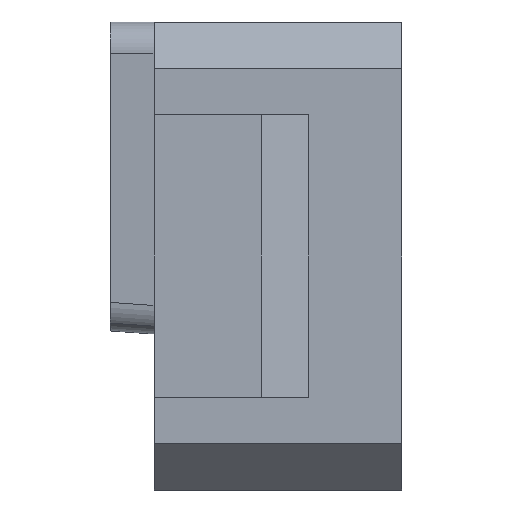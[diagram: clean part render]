
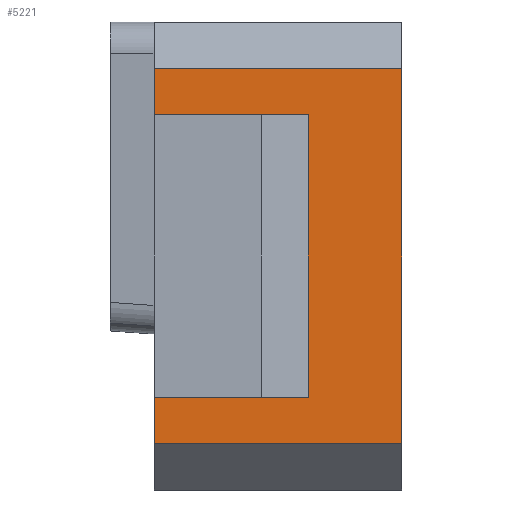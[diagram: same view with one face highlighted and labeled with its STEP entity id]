
A CAD part, left-side view. The second image highlights one B-rep face of the part: STEP entity #5221.
In plain terms, the highlighted planar face has unit normal (-1, 0, 0).
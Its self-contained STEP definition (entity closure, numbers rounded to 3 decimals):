
#8 = VECTOR ( 'NONE', #3806, 1000. ) ;
#35 = VERTEX_POINT ( 'NONE', #3828 ) ;
#113 = VECTOR ( 'NONE', #4173, 1000. ) ;
#126 = CARTESIAN_POINT ( 'NONE',  ( -12., -36., 74.05 ) ) ;
#271 = LINE ( 'NONE', #2215, #1817 ) ;
#392 = LINE ( 'NONE', #2334, #8 ) ;
#399 = EDGE_CURVE ( 'NONE', #2265, #1491, #4307, .T. ) ;
#539 = EDGE_CURVE ( 'NONE', #35, #606, #1101, .T. ) ;
#606 = VERTEX_POINT ( 'NONE', #2285 ) ;
#947 = CARTESIAN_POINT ( 'NONE',  ( -12., -20.875, 80. ) ) ;
#1101 = LINE ( 'NONE', #126, #1871 ) ;
#1204 = EDGE_CURVE ( 'NONE', #4221, #35, #271, .T. ) ;
#1373 = VERTEX_POINT ( 'NONE', #5581 ) ;
#1491 = VERTEX_POINT ( 'NONE', #4547 ) ;
#1612 = DIRECTION ( 'NONE',  ( 0., -1., 0. ) ) ;
#1661 = ORIENTED_EDGE ( 'NONE', *, *, #5325, .T. ) ;
#1803 = EDGE_CURVE ( 'NONE', #3119, #5123, #392, .T. ) ;
#1817 = VECTOR ( 'NONE', #3684, 1000. ) ;
#1871 = VECTOR ( 'NONE', #1612, 1000. ) ;
#1955 = CARTESIAN_POINT ( 'NONE',  ( -12., -11., 55.95 ) ) ;
#2064 = LINE ( 'NONE', #947, #113 ) ;
#2215 = CARTESIAN_POINT ( 'NONE',  ( -12., -11., 80. ) ) ;
#2223 = VECTOR ( 'NONE', #4217, 1000. ) ;
#2248 = CARTESIAN_POINT ( 'NONE',  ( -12., -26.875, 53. ) ) ;
#2265 = VERTEX_POINT ( 'NONE', #1955 ) ;
#2285 = CARTESIAN_POINT ( 'NONE',  ( -12., -20.875, 74.05 ) ) ;
#2334 = CARTESIAN_POINT ( 'NONE',  ( -12., -26.875, 53. ) ) ;
#2486 = AXIS2_PLACEMENT_3D ( 'NONE', #2794, #4330, #3785 ) ;
#2620 = EDGE_CURVE ( 'NONE', #2265, #3119, #3508, .T. ) ;
#2665 = ORIENTED_EDGE ( 'NONE', *, *, #3461, .F. ) ;
#2794 = CARTESIAN_POINT ( 'NONE',  ( -12., -36., 80. ) ) ;
#3002 = VECTOR ( 'NONE', #4861, 1000. ) ;
#3119 = VERTEX_POINT ( 'NONE', #3357 ) ;
#3193 = VECTOR ( 'NONE', #3831, 1000. ) ;
#3326 = LINE ( 'NONE', #5161, #2223 ) ;
#3353 = ORIENTED_EDGE ( 'NONE', *, *, #2620, .T. ) ;
#3357 = CARTESIAN_POINT ( 'NONE',  ( -12., -11., 53. ) ) ;
#3461 = EDGE_CURVE ( 'NONE', #1491, #606, #2064, .T. ) ;
#3508 = LINE ( 'NONE', #5464, #3002 ) ;
#3618 = ORIENTED_EDGE ( 'NONE', *, *, #1803, .T. ) ;
#3684 = DIRECTION ( 'NONE',  ( 0., 0., -1. ) ) ;
#3720 = FACE_OUTER_BOUND ( 'NONE', #4934, .T. ) ;
#3785 = DIRECTION ( 'NONE',  ( 0., 1., 0. ) ) ;
#3806 = DIRECTION ( 'NONE',  ( 0., -1., 0. ) ) ;
#3828 = CARTESIAN_POINT ( 'NONE',  ( -12., -11., 74.05 ) ) ;
#3831 = DIRECTION ( 'NONE',  ( 0., -1., 0. ) ) ;
#4002 = CARTESIAN_POINT ( 'NONE',  ( -12., -11., 77. ) ) ;
#4173 = DIRECTION ( 'NONE',  ( 0., 0., 1. ) ) ;
#4217 = DIRECTION ( 'NONE',  ( 0., 0., -1. ) ) ;
#4221 = VERTEX_POINT ( 'NONE', #4002 ) ;
#4231 = EDGE_CURVE ( 'NONE', #1373, #5123, #3326, .T. ) ;
#4234 = LINE ( 'NONE', #6199, #5659 ) ;
#4299 = PLANE ( 'NONE',  #2486 ) ;
#4307 = LINE ( 'NONE', #4726, #3193 ) ;
#4330 = DIRECTION ( 'NONE',  ( 1., 0., 0. ) ) ;
#4547 = CARTESIAN_POINT ( 'NONE',  ( -12., -20.875, 55.95 ) ) ;
#4726 = CARTESIAN_POINT ( 'NONE',  ( -12., -36., 55.95 ) ) ;
#4861 = DIRECTION ( 'NONE',  ( 0., 0., -1. ) ) ;
#4934 = EDGE_LOOP ( 'NONE', ( #2665, #4972, #3353, #3618, #5807, #1661, #5065, #5440 ) ) ;
#4972 = ORIENTED_EDGE ( 'NONE', *, *, #399, .F. ) ;
#4974 = DIRECTION ( 'NONE',  ( 0., 1., 0. ) ) ;
#5065 = ORIENTED_EDGE ( 'NONE', *, *, #1204, .T. ) ;
#5123 = VERTEX_POINT ( 'NONE', #2248 ) ;
#5161 = CARTESIAN_POINT ( 'NONE',  ( -12., -26.875, 80. ) ) ;
#5221 = ADVANCED_FACE ( 'NONE', ( #3720 ), #4299, .F. ) ;
#5325 = EDGE_CURVE ( 'NONE', #1373, #4221, #4234, .T. ) ;
#5440 = ORIENTED_EDGE ( 'NONE', *, *, #539, .T. ) ;
#5464 = CARTESIAN_POINT ( 'NONE',  ( -12., -11., 80. ) ) ;
#5581 = CARTESIAN_POINT ( 'NONE',  ( -12., -26.875, 77. ) ) ;
#5659 = VECTOR ( 'NONE', #4974, 1000. ) ;
#5807 = ORIENTED_EDGE ( 'NONE', *, *, #4231, .F. ) ;
#6199 = CARTESIAN_POINT ( 'NONE',  ( -12., -36., 77. ) ) ;
